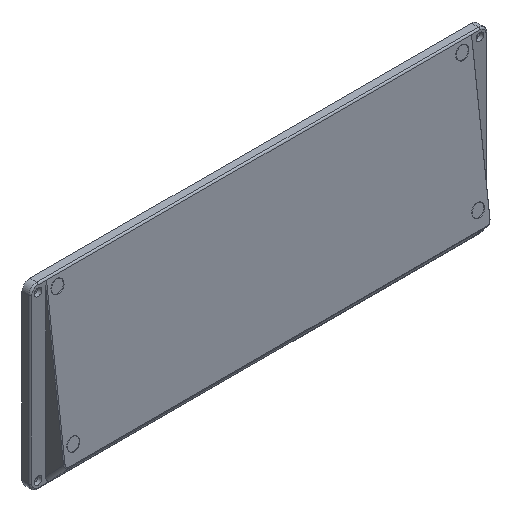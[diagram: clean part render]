
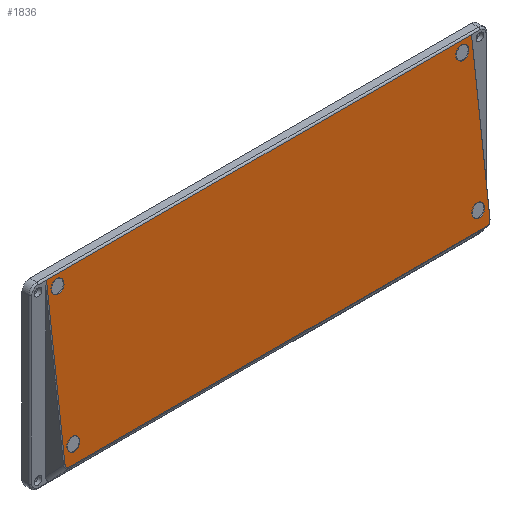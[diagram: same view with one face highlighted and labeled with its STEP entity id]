
A CAD part, isometric view. The second image highlights one B-rep face of the part: STEP entity #1836.
In plain terms, the highlighted planar face has unit normal (0, -0.993, 0.122).
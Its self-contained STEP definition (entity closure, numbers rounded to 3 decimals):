
#19=B_SPLINE_CURVE_WITH_KNOTS('',3,(#3091,#3092,#3093,#3094,#3095,#3096),
 .UNSPECIFIED.,.F.,.F.,(4,1,1,4),(-1.443,-0.824,
-0.412,0.),.UNSPECIFIED.);
#20=B_SPLINE_CURVE_WITH_KNOTS('',3,(#3098,#3099,#3100,#3101,#3102,#3103),
 .UNSPECIFIED.,.F.,.F.,(4,2,4),(0.,0.018,0.037),
 .UNSPECIFIED.);
#21=B_SPLINE_CURVE_WITH_KNOTS('',3,(#3108,#3109,#3110,#3111,#3112,#3113),
 .UNSPECIFIED.,.F.,.F.,(4,2,4),(0.,0.018,0.037),
 .UNSPECIFIED.);
#22=B_SPLINE_CURVE_WITH_KNOTS('',3,(#3114,#3115,#3116,#3117,#3118),
 .UNSPECIFIED.,.F.,.F.,(4,1,4),(0.,0.618,
1.443),.UNSPECIFIED.);
#50=FACE_BOUND('',#321,.T.);
#51=FACE_BOUND('',#322,.T.);
#52=FACE_BOUND('',#323,.T.);
#53=FACE_BOUND('',#324,.T.);
#190=FACE_OUTER_BOUND('',#320,.T.);
#320=EDGE_LOOP('',(#1594,#1595,#1596,#1597,#1598,#1599,#1600,#1601));
#321=EDGE_LOOP('',(#1602));
#322=EDGE_LOOP('',(#1603));
#323=EDGE_LOOP('',(#1604));
#324=EDGE_LOOP('',(#1605));
#429=CIRCLE('',#2046,4.);
#430=CIRCLE('',#2047,4.);
#431=CIRCLE('',#2048,4.);
#432=CIRCLE('',#2049,4.);
#566=LINE('',#3034,#726);
#576=LINE('',#3089,#736);
#577=LINE('',#3104,#737);
#578=LINE('',#3106,#738);
#726=VECTOR('',#2495,10.);
#736=VECTOR('',#2557,10.);
#737=VECTOR('',#2558,10.);
#738=VECTOR('',#2559,10.);
#880=VERTEX_POINT('',#3031);
#881=VERTEX_POINT('',#3033);
#899=VERTEX_POINT('',#3087);
#900=VERTEX_POINT('',#3088);
#901=VERTEX_POINT('',#3090);
#902=VERTEX_POINT('',#3097);
#903=VERTEX_POINT('',#3105);
#904=VERTEX_POINT('',#3107);
#905=VERTEX_POINT('',#3119);
#906=VERTEX_POINT('',#3121);
#907=VERTEX_POINT('',#3123);
#908=VERTEX_POINT('',#3125);
#1113=EDGE_CURVE('',#880,#881,#566,.T.);
#1138=EDGE_CURVE('',#899,#900,#576,.T.);
#1139=EDGE_CURVE('',#901,#899,#19,.T.);
#1140=EDGE_CURVE('',#902,#901,#20,.T.);
#1141=EDGE_CURVE('',#881,#902,#577,.T.);
#1142=EDGE_CURVE('',#903,#880,#578,.T.);
#1143=EDGE_CURVE('',#904,#903,#21,.T.);
#1144=EDGE_CURVE('',#900,#904,#22,.T.);
#1145=EDGE_CURVE('',#905,#905,#429,.T.);
#1146=EDGE_CURVE('',#906,#906,#430,.T.);
#1147=EDGE_CURVE('',#907,#907,#431,.T.);
#1148=EDGE_CURVE('',#908,#908,#432,.T.);
#1594=ORIENTED_EDGE('',*,*,#1138,.F.);
#1595=ORIENTED_EDGE('',*,*,#1139,.F.);
#1596=ORIENTED_EDGE('',*,*,#1140,.F.);
#1597=ORIENTED_EDGE('',*,*,#1141,.F.);
#1598=ORIENTED_EDGE('',*,*,#1113,.F.);
#1599=ORIENTED_EDGE('',*,*,#1142,.F.);
#1600=ORIENTED_EDGE('',*,*,#1143,.F.);
#1601=ORIENTED_EDGE('',*,*,#1144,.F.);
#1602=ORIENTED_EDGE('',*,*,#1145,.T.);
#1603=ORIENTED_EDGE('',*,*,#1146,.T.);
#1604=ORIENTED_EDGE('',*,*,#1147,.T.);
#1605=ORIENTED_EDGE('',*,*,#1148,.T.);
#1737=PLANE('',#2045);
#1836=ADVANCED_FACE('',(#190,#50,#51,#52,#53),#1737,.T.);
#2045=AXIS2_PLACEMENT_3D('',#3086,#2555,#2556);
#2046=AXIS2_PLACEMENT_3D('',#3120,#2560,#2561);
#2047=AXIS2_PLACEMENT_3D('',#3122,#2562,#2563);
#2048=AXIS2_PLACEMENT_3D('',#3124,#2564,#2565);
#2049=AXIS2_PLACEMENT_3D('',#3126,#2566,#2567);
#2495=DIRECTION('',(1.,0.,0.));
#2555=DIRECTION('center_axis',(0.,-0.993,0.122));
#2556=DIRECTION('ref_axis',(0.,0.122,0.993));
#2557=DIRECTION('',(-1.,0.,0.));
#2558=DIRECTION('',(0.,-0.122,-0.993));
#2559=DIRECTION('',(0.,0.122,0.993));
#2560=DIRECTION('center_axis',(0.,0.993,-0.122));
#2561=DIRECTION('ref_axis',(1.,0.,0.));
#2562=DIRECTION('center_axis',(0.,0.993,-0.122));
#2563=DIRECTION('ref_axis',(1.,0.,0.));
#2564=DIRECTION('center_axis',(0.,0.993,-0.122));
#2565=DIRECTION('ref_axis',(1.,0.,0.));
#2566=DIRECTION('center_axis',(0.,0.993,-0.122));
#2567=DIRECTION('ref_axis',(1.,0.,0.));
#3031=CARTESIAN_POINT('',(-137.625,-13.,56.875));
#3033=CARTESIAN_POINT('',(137.625,-13.,56.875));
#3034=CARTESIAN_POINT('',(74.063,-13.,56.875));
#3086=CARTESIAN_POINT('Origin',(148.125,-25.342,-43.64));
#3087=CARTESIAN_POINT('',(135.625,-25.281,-43.144));
#3088=CARTESIAN_POINT('',(-135.625,-25.281,-43.144));
#3089=CARTESIAN_POINT('',(148.125,-25.281,-43.144));
#3090=CARTESIAN_POINT('',(137.607,-24.989,-40.766));
#3091=CARTESIAN_POINT('Ctrl Pts',(137.607,-24.989,-40.766));
#3092=CARTESIAN_POINT('Ctrl Pts',(137.549,-25.06,-41.35));
#3093=CARTESIAN_POINT('Ctrl Pts',(137.208,-25.174,-42.271));
#3094=CARTESIAN_POINT('Ctrl Pts',(136.389,-25.264,-43.01));
#3095=CARTESIAN_POINT('Ctrl Pts',(135.879,-25.281,-43.144));
#3096=CARTESIAN_POINT('Ctrl Pts',(135.625,-25.281,-43.144));
#3097=CARTESIAN_POINT('',(137.625,-24.944,-40.401));
#3098=CARTESIAN_POINT('Ctrl Pts',(137.625,-24.944,-40.401));
#3099=CARTESIAN_POINT('Ctrl Pts',(137.625,-24.951,-40.462));
#3100=CARTESIAN_POINT('Ctrl Pts',(137.623,-24.959,-40.523));
#3101=CARTESIAN_POINT('Ctrl Pts',(137.617,-24.974,-40.645));
#3102=CARTESIAN_POINT('Ctrl Pts',(137.613,-24.981,-40.706));
#3103=CARTESIAN_POINT('Ctrl Pts',(137.607,-24.989,-40.766));
#3104=CARTESIAN_POINT('',(137.625,-22.657,-21.771));
#3105=CARTESIAN_POINT('',(-137.625,-24.944,-40.401));
#3106=CARTESIAN_POINT('',(-137.625,-22.657,-21.771));
#3107=CARTESIAN_POINT('',(-137.607,-24.989,-40.766));
#3108=CARTESIAN_POINT('Ctrl Pts',(-137.607,-24.989,-40.766));
#3109=CARTESIAN_POINT('Ctrl Pts',(-137.613,-24.981,-40.706));
#3110=CARTESIAN_POINT('Ctrl Pts',(-137.617,-24.974,-40.645));
#3111=CARTESIAN_POINT('Ctrl Pts',(-137.623,-24.959,-40.523));
#3112=CARTESIAN_POINT('Ctrl Pts',(-137.625,-24.951,-40.462));
#3113=CARTESIAN_POINT('Ctrl Pts',(-137.625,-24.944,-40.401));
#3114=CARTESIAN_POINT('Ctrl Pts',(-135.625,-25.281,-43.144));
#3115=CARTESIAN_POINT('Ctrl Pts',(-136.006,-25.281,-43.144));
#3116=CARTESIAN_POINT('Ctrl Pts',(-136.924,-25.237,-42.791));
#3117=CARTESIAN_POINT('Ctrl Pts',(-137.53,-25.084,-41.544));
#3118=CARTESIAN_POINT('Ctrl Pts',(-137.607,-24.989,-40.766));
#3119=CARTESIAN_POINT('',(-135.125,-24.026,-32.923));
#3120=CARTESIAN_POINT('Origin',(-131.125,-24.026,-32.923));
#3121=CARTESIAN_POINT('',(127.125,-13.792,50.423));
#3122=CARTESIAN_POINT('Origin',(131.125,-13.792,50.423));
#3123=CARTESIAN_POINT('',(-135.125,-13.792,50.423));
#3124=CARTESIAN_POINT('Origin',(-131.125,-13.792,50.423));
#3125=CARTESIAN_POINT('',(127.125,-24.026,-32.923));
#3126=CARTESIAN_POINT('Origin',(131.125,-24.026,-32.923));
